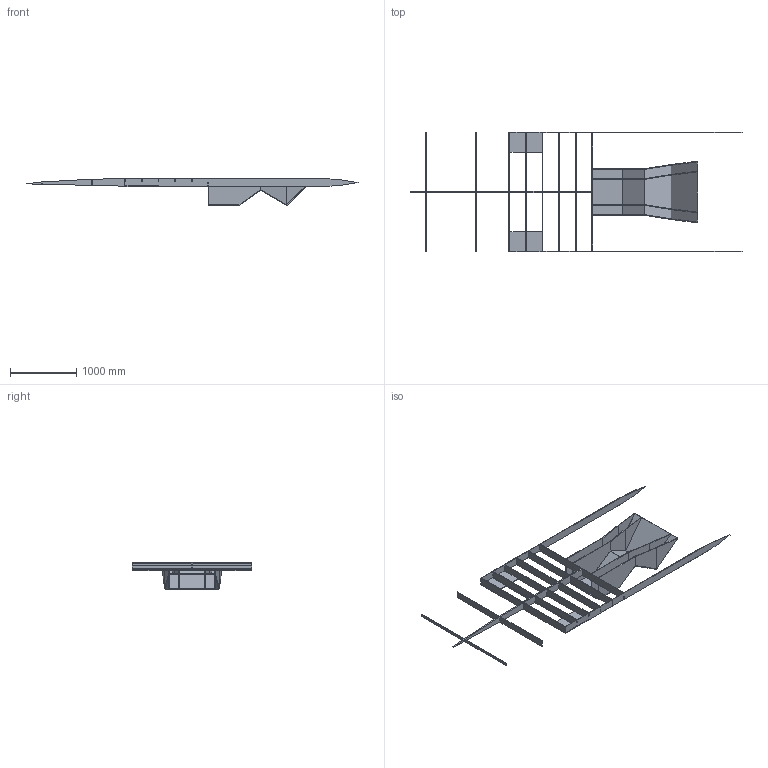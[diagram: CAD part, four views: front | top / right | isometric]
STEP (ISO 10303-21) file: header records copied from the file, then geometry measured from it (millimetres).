
FILE_DESCRIPTION(/* description */ ('','CAx-IF Rec.Pracs.---Representation and Presentation of Product Manufacturing Information (PMI)---4.0---2014-10-13'),/* implementation_level */ '2;1');
FILE_NAME(/* name */ 'fishtail more cadamaran frame v10.step',/* time_stamp */ '2024-12-24T17:48:27-08:00',/* author */ (''),/* organization */ (''),/* preprocessor_version */ 'ST-DEVELOPER v20',/* originating_system */ 'Autodesk Translation Framework v13.20.0.188',/* authorisation */ '');
FILE_SCHEMA (('AP242_MANAGED_MODEL_BASED_3D_ENGINEERING_MIM_LF { 1 0 10303 442 1 1 4 }'));
Length unit declared in the file: metre
Products named in the file (1): fishtail more cadamaran frame
Bounding box: 5000 x 1800 x 405.13 mm (x, y, z)
Volume: 64072267.7 mm3; surface area: 13149130.1 mm2
Topology: 21 solids, 21 shells, 331 faces, 847 edges, 550 vertices
Faces by surface type: plane 312, bspline 19
Entity records: 10420 total; most frequent: CARTESIAN_POINT 2562, ORIENTED_EDGE 1694, DIRECTION 1425, EDGE_CURVE 847, LINE 799, VECTOR 799, VERTEX_POINT 550, FACE_OUTER_BOUND 331
